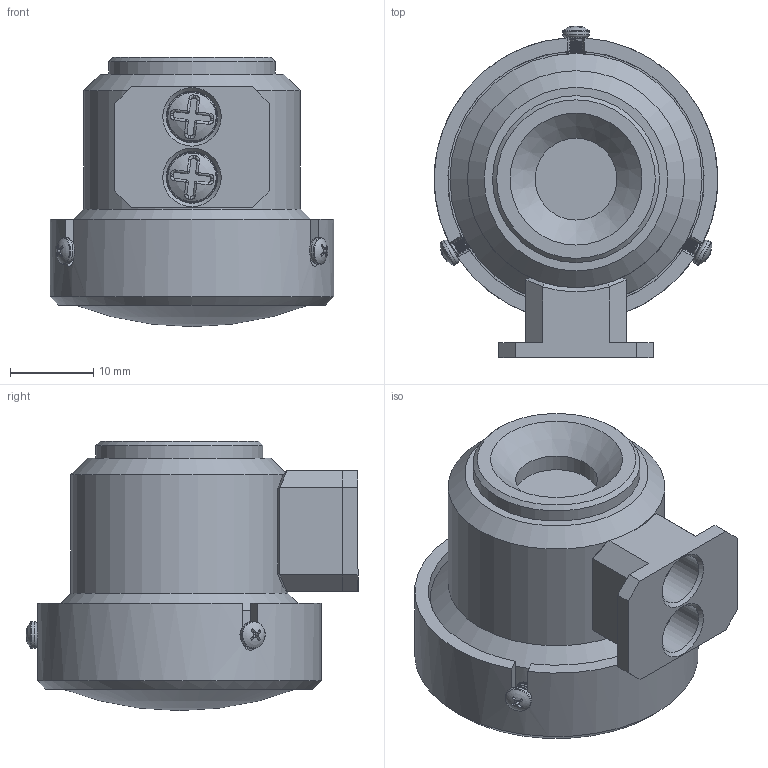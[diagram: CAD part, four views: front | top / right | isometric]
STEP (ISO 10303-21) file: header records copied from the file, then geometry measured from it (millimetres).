
FILE_DESCRIPTION(/* description */ (''),/* implementation_level */ '2;1');
FILE_NAME(/* name */ 'sam7_5_viewFinder_deathLensFisheye_forPrint_assembly',/* time_stamp */ '2023-12-08T13:13:07-05:00',/* author */ ('George Moua'),/* organization */ ('Archive 663'),/* preprocessor_version */ 'ST-DEVELOPER v16.7',/* originating_system */ 'Solid Edge',/* authorisation */ 'Unknown');
FILE_SCHEMA (('AUTOMOTIVE_DESIGN {1 0 10303 214 3 1 1}'));
Length unit declared in the file: millimetre
Products named in the file (11): sam7_5_viewFinder; sam7_5_MFT-LM_viewFinderCap_deathLensFisheye_forPrint; sam7_5_MFT-LM_viewFinderBody_deathLensFisheye_forPrint; sam7_5_MFT-LM_viewFinderColdShoe_deathLensFisheye_forPrint; sam7_5_MFT-LM_viewFinder_deathLensFisheye_frontGlassElement; M3_panHead_6mm; sam7_5_MFT-LM_viewFinderCollar_deathLensFisheye_-1mm; sam7_5_MFT-LM_viewFinder_120deg_rearGlassElement; sam7_5_MFT-LM_viewFinder_120deg_frontGlassElement; sam7_5_MFT-LM_viewFinder_198deg_middleGlassElement; M1.6_panHead_5mm
Assembly tree (13 placements, depth 2):
  sam7_5_viewFinder
    sam7_5_MFT-LM_viewFinderCap_deathLensFisheye_forPrint
    sam7_5_MFT-LM_viewFinderBody_deathLensFisheye_forPrint
    sam7_5_MFT-LM_viewFinderColdShoe_deathLensFisheye_forPrint
    sam7_5_MFT-LM_viewFinder_deathLensFisheye_frontGlassElement
    M3_panHead_6mm  x2
    sam7_5_MFT-LM_viewFinderCollar_deathLensFisheye_-1mm
    sam7_5_MFT-LM_viewFinder_120deg_rearGlassElement
    sam7_5_MFT-LM_viewFinder_120deg_frontGlassElement
    sam7_5_MFT-LM_viewFinder_198deg_middleGlassElement
    M1.6_panHead_5mm  x3
Bounding box: 33.99 x 39.78 x 32.25 mm (x, y, z)
Volume: 17860.2 mm3; surface area: 13277.8 mm2
Topology: 18 solids, 18 shells, 328 faces, 781 edges, 490 vertices
Faces by surface type: plane 138, cylinder 84, torus 34, bspline 30, cone 22, sphere 20
Full cylindrical faces by diameter (mm): 1.4 x3, 2.4 x2, 3 x2, 3.203 x3, 6 x2, 6.2 x2, 9.8 x2, 10.2 x1, 11 x1, 12 x1, 13 x1, 13.8 x1, 14.55 x1, 15 x1, 19.5 x1, 20 x2, 26 x1, 28.4 x1, 28.75 x1, 30 x1, 30.2 x1, 30.7 x1, 34 x1
Entity records: 12753 total; most frequent: CARTESIAN_POINT 8240, DIRECTION 870, ORIENTED_EDGE 762, EDGE_CURVE 381, AXIS2_PLACEMENT_3D 370, EDGE_LOOP 281, FACE_BOUND 281, VERTEX_POINT 270
